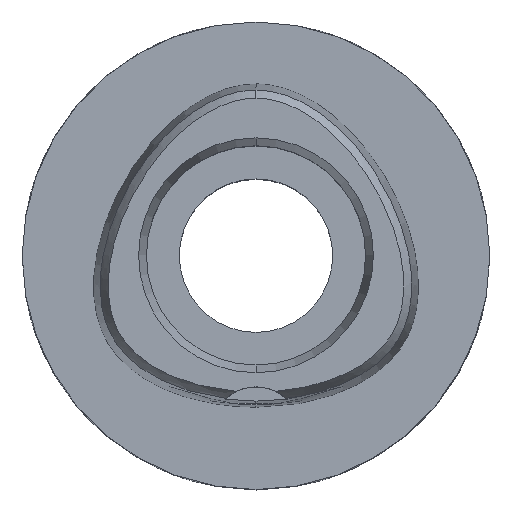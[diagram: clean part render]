
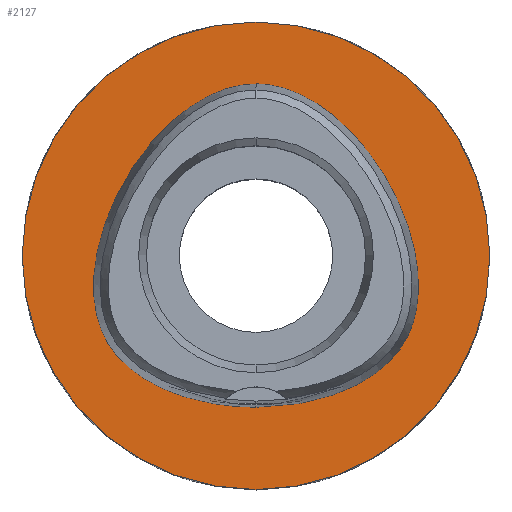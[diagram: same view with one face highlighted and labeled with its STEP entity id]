
A CAD part, top view. The second image highlights one B-rep face of the part: STEP entity #2127.
In plain terms, the highlighted planar face has unit normal (0, 0, 1).
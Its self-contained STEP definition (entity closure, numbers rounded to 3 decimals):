
#286=CARTESIAN_POINT('',(0.,0.,0.));
#287=DIRECTION('',(0.,0.,-1.));
#288=DIRECTION('',(0.,-1.,0.));
#289=AXIS2_PLACEMENT_3D('',#286,#287,#288);
#294=CARTESIAN_POINT('',(0.,0.,0.));
#295=DIRECTION('',(0.,0.,-1.));
#296=DIRECTION('',(0.,1.,0.));
#297=AXIS2_PLACEMENT_3D('',#294,#295,#296);
#302=CARTESIAN_POINT('',(0.,-10.363,0.));
#303=CARTESIAN_POINT('',(0.446,-10.363,
0.));
#304=CARTESIAN_POINT('',(1.323,-10.33,
0.));
#305=CARTESIAN_POINT('',(2.614,-10.185,
0.));
#306=CARTESIAN_POINT('',(3.827,-9.953,
0.));
#307=CARTESIAN_POINT('',(4.941,-9.65,0.));
#308=CARTESIAN_POINT('',(5.943,-9.29,0.));
#309=CARTESIAN_POINT('',(6.828,-8.888,0.));
#310=CARTESIAN_POINT('',(7.6,-8.456,0.));
#311=CARTESIAN_POINT('',(8.269,-8.002,0.));
#312=CARTESIAN_POINT('',(8.843,-7.532,0.));
#313=CARTESIAN_POINT('',(9.333,-7.051,0.));
#314=CARTESIAN_POINT('',(9.747,-6.559,0.));
#315=CARTESIAN_POINT('',(10.094,-6.057,0.));
#316=CARTESIAN_POINT('',(10.385,-5.532,0.));
#317=CARTESIAN_POINT('',(10.631,-4.966,0.));
#318=CARTESIAN_POINT('',(10.836,-4.341,0.));
#319=CARTESIAN_POINT('',(10.991,-3.655,0.));
#320=CARTESIAN_POINT('',(11.091,-2.899,0.));
#321=CARTESIAN_POINT('',(11.128,-2.067,0.));
#322=CARTESIAN_POINT('',(11.089,-1.153,0.));
#323=CARTESIAN_POINT('',(10.964,-0.158,0.));
#324=CARTESIAN_POINT('',(10.741,0.914,0.));
#325=CARTESIAN_POINT('',(10.409,2.051,0.));
#326=CARTESIAN_POINT('',(9.964,3.229,0.));
#327=CARTESIAN_POINT('',(9.41,4.417,0.));
#328=CARTESIAN_POINT('',(8.759,5.576,0.));
#329=CARTESIAN_POINT('',(8.028,6.676,0.));
#330=CARTESIAN_POINT('',(7.243,7.686,0.));
#331=CARTESIAN_POINT('',(6.428,8.581,0.));
#332=CARTESIAN_POINT('',(5.609,9.351,0.));
#333=CARTESIAN_POINT('',(4.803,9.997,0.));
#334=CARTESIAN_POINT('',(4.022,10.523,0.));
#335=CARTESIAN_POINT('',(3.272,10.94,0.));
#336=CARTESIAN_POINT('',(2.556,11.26,0.));
#337=CARTESIAN_POINT('',(1.874,11.495,
0.));
#338=CARTESIAN_POINT('',(1.222,11.653,0.));
#339=CARTESIAN_POINT('',(0.598,11.744,
0.));
#340=CARTESIAN_POINT('',(0.197,11.763,
0.));
#341=CARTESIAN_POINT('',(0.,11.763,
0.));
#346=CARTESIAN_POINT('',(0.,11.763,
0.));
#347=CARTESIAN_POINT('',(-0.197,11.763,
0.));
#348=CARTESIAN_POINT('',(-0.598,11.744,
0.));
#349=CARTESIAN_POINT('',(-1.222,11.653,
0.));
#350=CARTESIAN_POINT('',(-1.874,11.495,
0.));
#351=CARTESIAN_POINT('',(-2.556,11.261,0.));
#352=CARTESIAN_POINT('',(-3.272,10.94,0.));
#353=CARTESIAN_POINT('',(-4.021,10.523,0.));
#354=CARTESIAN_POINT('',(-4.803,9.997,0.));
#355=CARTESIAN_POINT('',(-5.609,9.352,0.));
#356=CARTESIAN_POINT('',(-6.428,8.581,0.));
#357=CARTESIAN_POINT('',(-7.242,7.686,0.));
#358=CARTESIAN_POINT('',(-8.028,6.677,0.));
#359=CARTESIAN_POINT('',(-8.759,5.577,0.));
#360=CARTESIAN_POINT('',(-9.409,4.418,0.));
#361=CARTESIAN_POINT('',(-9.964,3.23,0.));
#362=CARTESIAN_POINT('',(-10.408,2.053,0.));
#363=CARTESIAN_POINT('',(-10.74,0.916,0.));
#364=CARTESIAN_POINT('',(-10.964,-0.156,0.));
#365=CARTESIAN_POINT('',(-11.089,-1.151,0.));
#366=CARTESIAN_POINT('',(-11.128,-2.064,0.));
#367=CARTESIAN_POINT('',(-11.091,-2.896,0.));
#368=CARTESIAN_POINT('',(-10.991,-3.652,0.));
#369=CARTESIAN_POINT('',(-10.836,-4.339,0.));
#370=CARTESIAN_POINT('',(-10.632,-4.963,0.));
#371=CARTESIAN_POINT('',(-10.386,-5.531,0.));
#372=CARTESIAN_POINT('',(-10.094,-6.057,0.));
#373=CARTESIAN_POINT('',(-9.746,-6.559,0.));
#374=CARTESIAN_POINT('',(-9.333,-7.05,0.));
#375=CARTESIAN_POINT('',(-8.843,-7.532,0.));
#376=CARTESIAN_POINT('',(-8.269,-8.001,0.));
#377=CARTESIAN_POINT('',(-7.601,-8.455,0.));
#378=CARTESIAN_POINT('',(-6.828,-8.888,0.));
#379=CARTESIAN_POINT('',(-5.943,-9.29,0.));
#380=CARTESIAN_POINT('',(-4.942,-9.65,0.));
#381=CARTESIAN_POINT('',(-3.827,-9.953,
0.));
#382=CARTESIAN_POINT('',(-2.614,-10.185,
0.));
#383=CARTESIAN_POINT('',(-1.323,-10.33,
0.));
#384=CARTESIAN_POINT('',(-0.446,-10.363,0.));
#385=CARTESIAN_POINT('',(0.,-10.363,0.));
#1431=VERTEX_POINT('',#346);
#1432=VERTEX_POINT('',#385);
#1437=CARTESIAN_POINT('',(0.,-16.,0.));
#1438=CARTESIAN_POINT('',(0.,16.,0.));
#1439=VERTEX_POINT('',#1437);
#1440=VERTEX_POINT('',#1438);
#2111=CARTESIAN_POINT('',(0.,0.,0.));
#2112=DIRECTION('',(0.,0.,-1.));
#2113=DIRECTION('',(0.,-1.,0.));
#2114=AXIS2_PLACEMENT_3D('',#2111,#2112,#2113);
#2115=PLANE('',#2114);
#2117=ORIENTED_EDGE('',*,*,#2116,.T.);
#2119=ORIENTED_EDGE('',*,*,#2118,.T.);
#2120=EDGE_LOOP('',(#2117,#2119));
#2121=FACE_OUTER_BOUND('',#2120,.F.);
#2123=ORIENTED_EDGE('',*,*,#2122,.T.);
#2124=ORIENTED_EDGE('',*,*,#2094,.T.);
#2125=EDGE_LOOP('',(#2123,#2124));
#2126=FACE_BOUND('',#2125,.F.);
#290=CIRCLE('',#289,16.);
#298=CIRCLE('',#297,16.);
#342=B_SPLINE_CURVE_WITH_KNOTS('',3,(#302,#303,#304,#305,#306,#307,#308,#309,
#310,#311,#312,#313,#314,#315,#316,#317,#318,#319,#320,#321,#322,#323,#324,#325,
#326,#327,#328,#329,#330,#331,#332,#333,#334,#335,#336,#337,#338,#339,#340,
#341),.UNSPECIFIED.,.F.,.F.,(4,1,1,1,1,1,1,1,1,1,1,1,1,1,1,1,1,1,1,1,1,1,1,1,1,
1,1,1,1,1,1,1,1,1,1,1,1,4),(0.,0.027,0.054,
0.081,0.108,0.135,0.162,
0.189,0.216,0.243,0.27,
0.297,0.324,0.351,0.378,
0.405,0.432,0.459,0.486,
0.514,0.541,0.568,0.595,
0.622,0.649,0.676,0.703,
0.73,0.757,0.784,0.811,
0.838,0.865,0.892,0.919,
0.946,0.973,1.),.UNSPECIFIED.);
#386=B_SPLINE_CURVE_WITH_KNOTS('',3,(#346,#347,#348,#349,#350,#351,#352,#353,
#354,#355,#356,#357,#358,#359,#360,#361,#362,#363,#364,#365,#366,#367,#368,#369,
#370,#371,#372,#373,#374,#375,#376,#377,#378,#379,#380,#381,#382,#383,#384,
#385),.UNSPECIFIED.,.F.,.F.,(4,1,1,1,1,1,1,1,1,1,1,1,1,1,1,1,1,1,1,1,1,1,1,1,1,
1,1,1,1,1,1,1,1,1,1,1,1,4),(0.,0.027,0.054,
0.081,0.108,0.135,0.162,
0.189,0.216,0.243,0.27,
0.297,0.324,0.351,0.378,
0.405,0.432,0.459,0.486,
0.514,0.541,0.568,0.595,
0.622,0.649,0.676,0.703,
0.73,0.757,0.784,0.811,
0.838,0.865,0.892,0.919,
0.946,0.973,1.),.UNSPECIFIED.);
#2094=EDGE_CURVE('',#1431,#1432,#386,.T.);
#2116=EDGE_CURVE('',#1439,#1440,#290,.T.);
#2118=EDGE_CURVE('',#1440,#1439,#298,.T.);
#2122=EDGE_CURVE('',#1432,#1431,#342,.T.);
#2127=ADVANCED_FACE('',(#2121,#2126),#2115,.F.);
